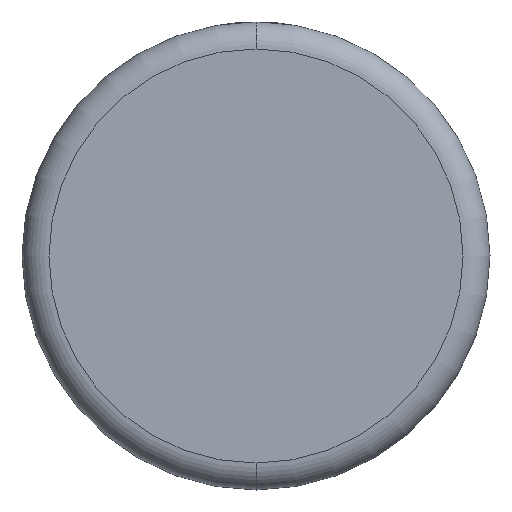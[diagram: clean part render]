
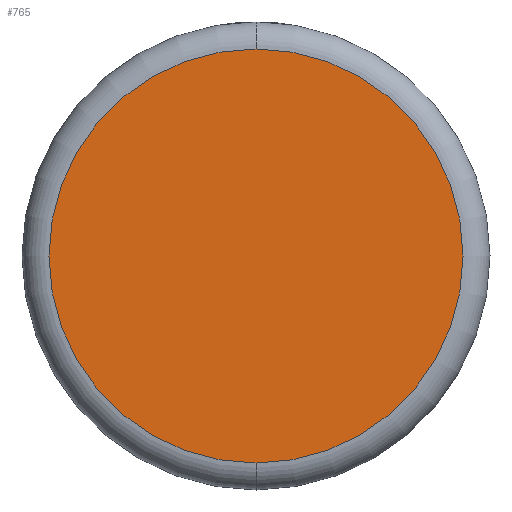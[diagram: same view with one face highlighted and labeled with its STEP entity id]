
A CAD part, front view. The second image highlights one B-rep face of the part: STEP entity #765.
In plain terms, the highlighted planar face has unit normal (0, -1, 0).
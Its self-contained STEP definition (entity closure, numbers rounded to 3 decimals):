
#132 = AXIS2_PLACEMENT_3D ( 'NONE', #1860, #3463, #1277 ) ;
#366 = DIRECTION ( 'NONE',  ( 0., -1., 0. ) ) ;
#765 = ADVANCED_FACE ( 'NONE', ( #887 ), #1196, .F. ) ;
#868 = CIRCLE ( 'NONE', #1330, 15.926 ) ;
#887 = FACE_OUTER_BOUND ( 'NONE', #3590, .T. ) ;
#1058 = CARTESIAN_POINT ( 'NONE',  ( 0., 0., 0. ) ) ;
#1196 = PLANE ( 'NONE',  #132 ) ;
#1277 = DIRECTION ( 'NONE',  ( 0., 0., 1. ) ) ;
#1330 = AXIS2_PLACEMENT_3D ( 'NONE', #1058, #366, #3284 ) ;
#1408 = CARTESIAN_POINT ( 'NONE',  ( 0., 0., -15.926 ) ) ;
#1690 = VERTEX_POINT ( 'NONE', #3896 ) ;
#1860 = CARTESIAN_POINT ( 'NONE',  ( 0., 0., 0. ) ) ;
#2134 = DIRECTION ( 'NONE',  ( 0., 0., 1. ) ) ;
#2245 = CARTESIAN_POINT ( 'NONE',  ( 0., 0., 0. ) ) ;
#2850 = ORIENTED_EDGE ( 'NONE', *, *, #3363, .T. ) ;
#2851 = AXIS2_PLACEMENT_3D ( 'NONE', #2245, #3448, #2134 ) ;
#3137 = ORIENTED_EDGE ( 'NONE', *, *, #3980, .T. ) ;
#3284 = DIRECTION ( 'NONE',  ( 0., 0., 1. ) ) ;
#3312 = CIRCLE ( 'NONE', #2851, 15.926 ) ;
#3363 = EDGE_CURVE ( 'NONE', #1690, #3867, #868, .T. ) ;
#3448 = DIRECTION ( 'NONE',  ( 0., -1., 0. ) ) ;
#3463 = DIRECTION ( 'NONE',  ( 0., 1., 0. ) ) ;
#3590 = EDGE_LOOP ( 'NONE', ( #2850, #3137 ) ) ;
#3867 = VERTEX_POINT ( 'NONE', #1408 ) ;
#3896 = CARTESIAN_POINT ( 'NONE',  ( 0., 0., 15.926 ) ) ;
#3980 = EDGE_CURVE ( 'NONE', #3867, #1690, #3312, .T. ) ;
